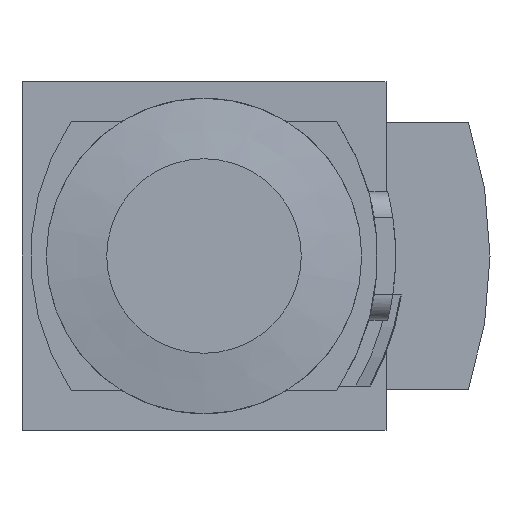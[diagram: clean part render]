
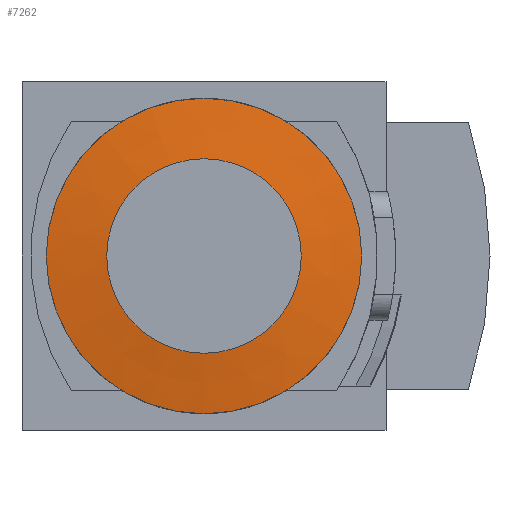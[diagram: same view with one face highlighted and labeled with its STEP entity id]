
A CAD part, front view. The second image highlights one B-rep face of the part: STEP entity #7262.
In plain terms, the highlighted conical face has half-angle 82 degrees and reference radius 18.2 mm.
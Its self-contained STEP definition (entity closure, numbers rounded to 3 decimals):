
#41=CONICAL_SURFACE('',#7681,18.2,1.431);
#2375=ORIENTED_EDGE('',*,*,#3569,.F.);
#2376=ORIENTED_EDGE('',*,*,#3560,.T.);
#3560=EDGE_CURVE('',#4185,#4185,#4370,.T.);
#3569=EDGE_CURVE('',#4189,#4189,#4374,.T.);
#4185=VERTEX_POINT('',#10594);
#4189=VERTEX_POINT('',#10613);
#4370=CIRCLE('',#7672,18.2);
#4374=CIRCLE('',#7682,11.227);
#4564=EDGE_LOOP('',(#2375));
#4565=EDGE_LOOP('',(#2376));
#4883=FACE_BOUND('',#4564,.T.);
#4884=FACE_BOUND('',#4565,.T.);
#7262=ADVANCED_FACE('',(#4883,#4884),#41,.T.);
#7672=AXIS2_PLACEMENT_3D('',#10593,#8782,#8783);
#7681=AXIS2_PLACEMENT_3D('',#10611,#8805,#8806);
#7682=AXIS2_PLACEMENT_3D('',#10612,#8807,#8808);
#8782=DIRECTION('',(0.,-1.,0.));
#8783=DIRECTION('',(0.,0.,-1.));
#8805=DIRECTION('',(0.,1.,0.));
#8806=DIRECTION('',(0.,0.,1.));
#8807=DIRECTION('',(0.,-1.,0.));
#8808=DIRECTION('',(0.,0.,-1.));
#10593=CARTESIAN_POINT('',(0.,-130.42,0.));
#10594=CARTESIAN_POINT('',(0.,-130.42,-18.2));
#10611=CARTESIAN_POINT('',(0.,-130.42,0.));
#10612=CARTESIAN_POINT('',(0.,-131.4,0.));
#10613=CARTESIAN_POINT('',(0.,-131.4,-11.227));
